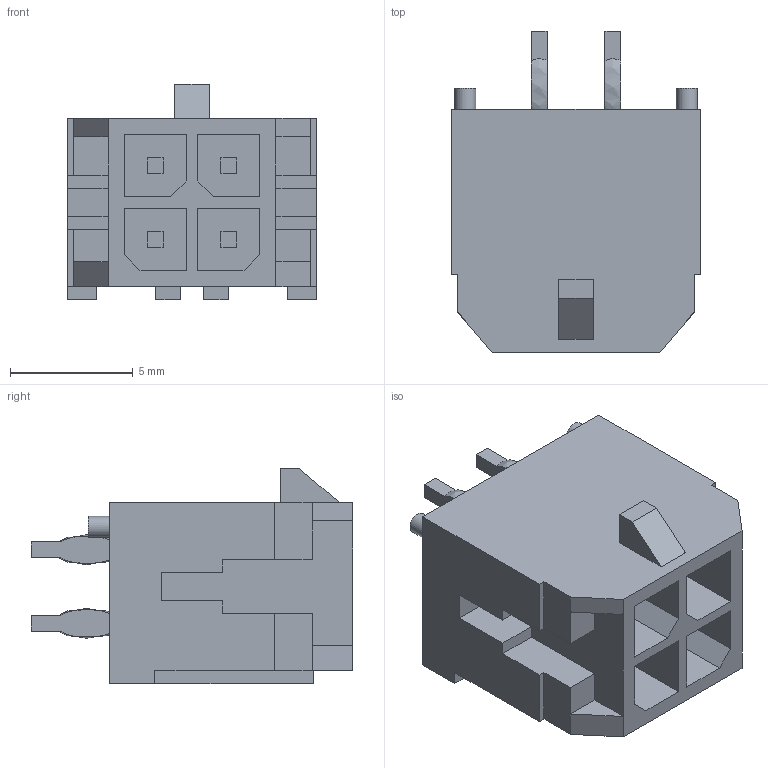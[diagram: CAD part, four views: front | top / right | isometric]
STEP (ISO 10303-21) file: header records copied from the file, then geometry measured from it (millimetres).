
FILE_DESCRIPTION(/* description */ (''),/* implementation_level */ '2;1');
FILE_NAME(/* name */ '449140401wbm000_01_214.stp',/* time_stamp */ '2023-07-27T16:07:30+06:00',/* author */ (''),/* organization */ (''),/* preprocessor_version */ 'ST-DEVELOPER v16.7',/* originating_system */ 'SIEMENS PLM Software NX 1919',/* authorisation */ '');
FILE_SCHEMA (('AUTOMOTIVE_DESIGN { 1 0 10303 214 3 1 1 1 }'));
Length unit declared in the file: millimetre
Products named in the file (1): 449140401wbm000_01
Bounding box: 10.15 x 13.09 x 8.8 mm (x, y, z)
Volume: 480.1 mm3; surface area: 883.1 mm2
Topology: 1 solids, 1 shells, 139 faces, 352 edges, 232 vertices
Faces by surface type: plane 129, bspline 8, cylinder 2
Full cylindrical faces by diameter (mm): 0.86 x2
Entity records: 5124 total; most frequent: CARTESIAN_POINT 1834, ORIENTED_EDGE 700, DIRECTION 586, EDGE_CURVE 350, LINE 314, VECTOR 314, VERTEX_POINT 232, EDGE_LOOP 158
